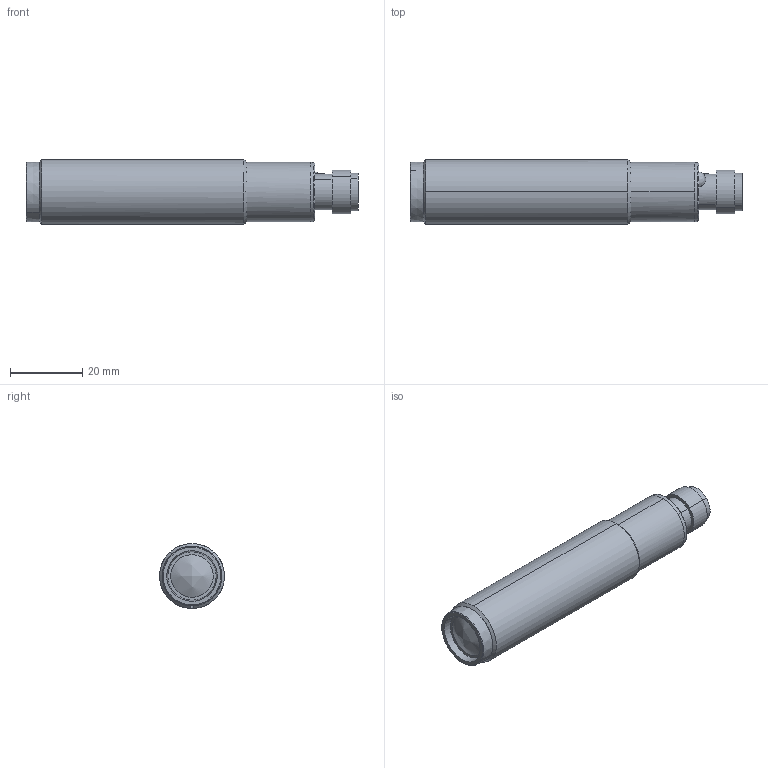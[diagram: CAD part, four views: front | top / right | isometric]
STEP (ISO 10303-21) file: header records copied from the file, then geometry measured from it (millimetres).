
FILE_DESCRIPTION (( 'STEP AP214' ), '1' );
FILE_NAME ('MVE-00-0E.step', '2018-04-12T20:28:32', ( '' ), ( '' ), 'SwSTEP 2.0', 'SolidWorks 2017', '' );
FILE_SCHEMA (( 'AUTOMOTIVE_DESIGN' ));
Length unit declared in the file: inch
Products named in the file (1): MVE-00-0E
Bounding box: 92 x 18 x 18 mm (x, y, z)
Volume: 19829.1 mm3; surface area: 6233.4 mm2
Topology: 6 solids, 6 shells, 91 faces, 191 edges, 122 vertices
Faces by surface type: cylinder 27, plane 25, bspline 20, cone 19
Entity records: 3306 total; most frequent: CARTESIAN_POINT 1323, DIRECTION 383, ORIENTED_EDGE 382, EDGE_CURVE 191, AXIS2_PLACEMENT_3D 160, VERTEX_POINT 122, EDGE_LOOP 101, FACE_OUTER_BOUND 91
